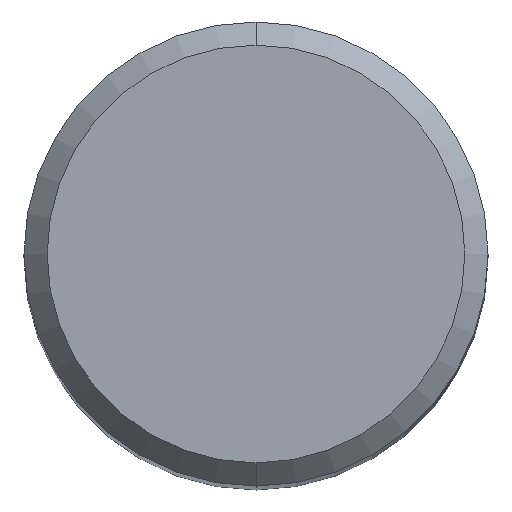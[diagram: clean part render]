
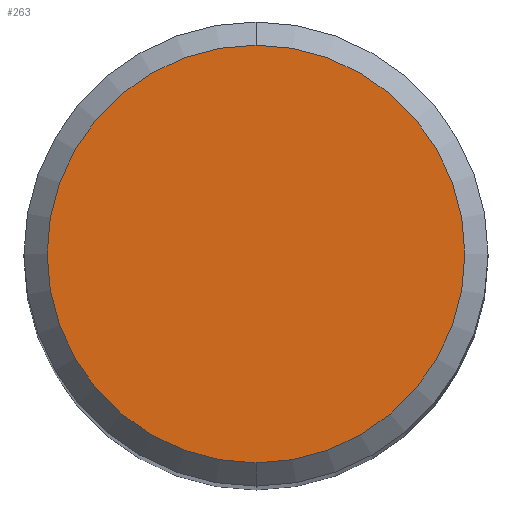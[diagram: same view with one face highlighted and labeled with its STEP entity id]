
A CAD part, top view. The second image highlights one B-rep face of the part: STEP entity #263.
In plain terms, the highlighted planar face has unit normal (0, 0, 1).
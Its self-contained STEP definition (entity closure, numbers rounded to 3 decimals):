
#263=ADVANCED_FACE('',(#581),#582,.T.);
#265=VERTEX_POINT('',#584);
#379=EDGE_CURVE('',#265,#391,#707,.T.);
#391=VERTEX_POINT('',#720);
#419=EDGE_CURVE('',#391,#265,#752,.T.);
#581=FACE_OUTER_BOUND('',#1030,.T.);
#582=PLANE('',#1031);
#584=CARTESIAN_POINT('',(0.,-4.5,0.));
#707=CIRCLE('',#1252,4.5);
#720=CARTESIAN_POINT('',(0.0,4.5,0.));
#752=CIRCLE('',#1336,4.5);
#1030=EDGE_LOOP('',(#1598,#1599));
#1031=AXIS2_PLACEMENT_3D('',#1600,#1601,#1602);
#1252=AXIS2_PLACEMENT_3D('',#1721,#1722,#1723);
#1336=AXIS2_PLACEMENT_3D('',#1773,#1774,#1775);
#1598=ORIENTED_EDGE('',*,*,#419,.F.);
#1599=ORIENTED_EDGE('',*,*,#379,.F.);
#1600=CARTESIAN_POINT('',(0.0,2.25,0.));
#1601=DIRECTION('',(-0.0,0.0,1.0));
#1602=DIRECTION('',(0.0,-1.0,0.0));
#1721=CARTESIAN_POINT('',(0.0,0.0,0.));
#1722=DIRECTION('',(0.0,0.0,-1.0));
#1723=DIRECTION('',(0.0,1.0,0.0));
#1773=CARTESIAN_POINT('',(0.0,0.0,0.));
#1774=DIRECTION('',(0.0,0.0,-1.0));
#1775=DIRECTION('',(0.0,1.0,0.0));
